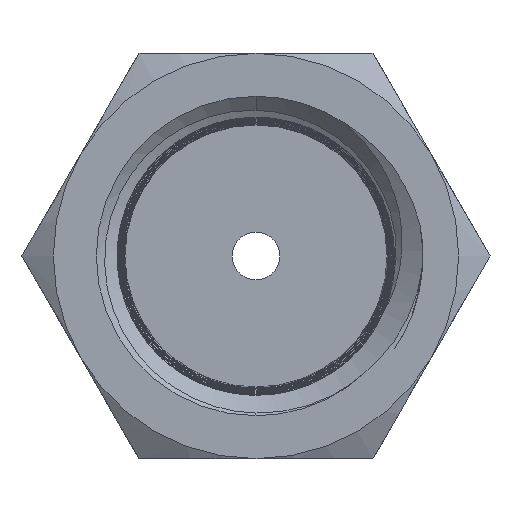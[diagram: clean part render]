
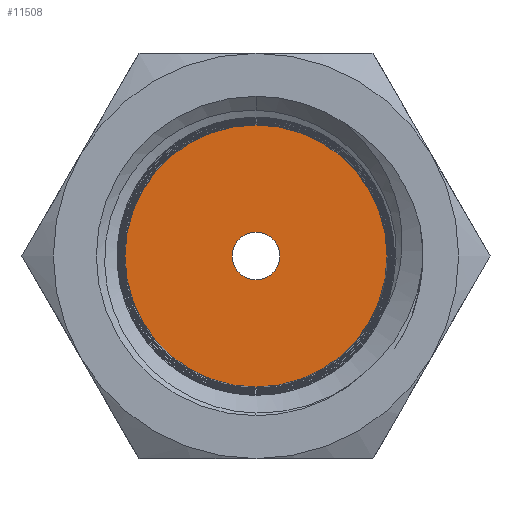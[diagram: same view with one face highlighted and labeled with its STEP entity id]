
A CAD part, front view. The second image highlights one B-rep face of the part: STEP entity #11508.
In plain terms, the highlighted planar face has unit normal (0, -1, 0).
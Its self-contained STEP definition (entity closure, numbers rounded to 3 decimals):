
#797 = DIRECTION ( 'NONE',  ( 0., -1., 0. ) ) ;
#2116 = VERTEX_POINT ( 'NONE', #21607 ) ;
#4171 = CIRCLE ( 'NONE', #11614, 1. ) ;
#5076 = CARTESIAN_POINT ( 'NONE',  ( 0., -5.22, 0. ) ) ;
#6438 = EDGE_LOOP ( 'NONE', ( #22199, #22542 ) ) ;
#6531 = ORIENTED_EDGE ( 'NONE', *, *, #10910, .F. ) ;
#7329 = DIRECTION ( 'NONE',  ( 0., 0., -1. ) ) ;
#7343 = EDGE_CURVE ( 'NONE', #25149, #2116, #23126, .T. ) ;
#7974 = DIRECTION ( 'NONE',  ( 0., -1., 0. ) ) ;
#8605 = CIRCLE ( 'NONE', #19291, 1. ) ;
#9898 = FACE_BOUND ( 'NONE', #13452, .T. ) ;
#10694 = CARTESIAN_POINT ( 'NONE',  ( 0., -5.22, 0. ) ) ;
#10910 = EDGE_CURVE ( 'NONE', #23886, #15647, #8605, .T. ) ;
#11003 = DIRECTION ( 'NONE',  ( 0., -1., 0. ) ) ;
#11508 = ADVANCED_FACE ( 'NONE', ( #9898, #22390 ), #24945, .T. ) ;
#11614 = AXIS2_PLACEMENT_3D ( 'NONE', #10694, #26147, #12922 ) ;
#12488 = CARTESIAN_POINT ( 'NONE',  ( 0., -5.22, -1. ) ) ;
#12922 = DIRECTION ( 'NONE',  ( 0., 0., -1. ) ) ;
#13452 = EDGE_LOOP ( 'NONE', ( #6531, #24135 ) ) ;
#14117 = CARTESIAN_POINT ( 'NONE',  ( 0., -5.22, 0. ) ) ;
#15127 = EDGE_CURVE ( 'NONE', #15647, #23886, #4171, .T. ) ;
#15647 = VERTEX_POINT ( 'NONE', #12488 ) ;
#16345 = DIRECTION ( 'NONE',  ( 0., 0., -1. ) ) ;
#19291 = AXIS2_PLACEMENT_3D ( 'NONE', #14117, #797, #16345 ) ;
#19330 = CIRCLE ( 'NONE', #28674, 5.498 ) ;
#19361 = CARTESIAN_POINT ( 'NONE',  ( 0., -5.22, 1. ) ) ;
#20339 = CARTESIAN_POINT ( 'NONE',  ( 0., -5.22, 5.498 ) ) ;
#20562 = DIRECTION ( 'NONE',  ( 0., -1., 0. ) ) ;
#21186 = CARTESIAN_POINT ( 'NONE',  ( 0., -5.22, 0. ) ) ;
#21607 = CARTESIAN_POINT ( 'NONE',  ( 0., -5.22, -5.498 ) ) ;
#22096 = AXIS2_PLACEMENT_3D ( 'NONE', #5076, #20562, #7329 ) ;
#22199 = ORIENTED_EDGE ( 'NONE', *, *, #24562, .T. ) ;
#22390 = FACE_OUTER_BOUND ( 'NONE', #6438, .T. ) ;
#22542 = ORIENTED_EDGE ( 'NONE', *, *, #7343, .T. ) ;
#23126 = CIRCLE ( 'NONE', #26577, 5.498 ) ;
#23431 = DIRECTION ( 'NONE',  ( 0., 0., -1. ) ) ;
#23886 = VERTEX_POINT ( 'NONE', #19361 ) ;
#24135 = ORIENTED_EDGE ( 'NONE', *, *, #15127, .F. ) ;
#24256 = CARTESIAN_POINT ( 'NONE',  ( 0., -5.22, 0. ) ) ;
#24562 = EDGE_CURVE ( 'NONE', #2116, #25149, #19330, .T. ) ;
#24945 = PLANE ( 'NONE',  #22096 ) ;
#25149 = VERTEX_POINT ( 'NONE', #20339 ) ;
#26147 = DIRECTION ( 'NONE',  ( 0., -1., 0. ) ) ;
#26441 = DIRECTION ( 'NONE',  ( 0., 0., -1. ) ) ;
#26577 = AXIS2_PLACEMENT_3D ( 'NONE', #21186, #7974, #23431 ) ;
#28674 = AXIS2_PLACEMENT_3D ( 'NONE', #24256, #11003, #26441 ) ;
